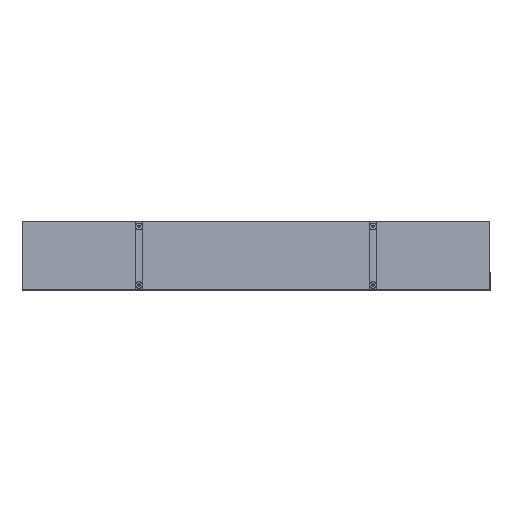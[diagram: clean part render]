
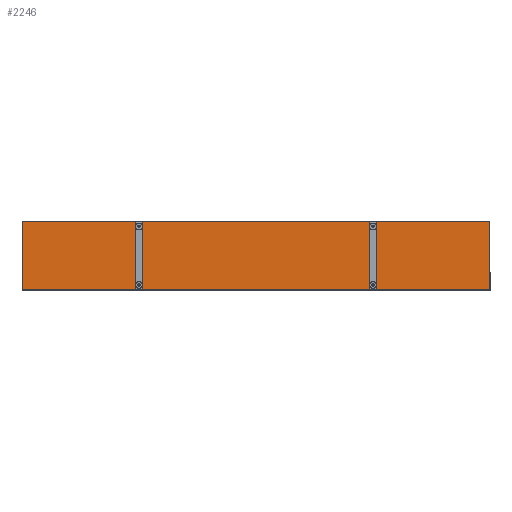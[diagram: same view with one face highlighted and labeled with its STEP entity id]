
A CAD part, top view. The second image highlights one B-rep face of the part: STEP entity #2246.
In plain terms, the highlighted face is planar.
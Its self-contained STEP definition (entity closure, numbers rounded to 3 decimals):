
#588=FACE_BOUND('',#820,.T.);
#589=FACE_BOUND('',#821,.T.);
#590=FACE_BOUND('',#822,.T.);
#591=FACE_BOUND('',#823,.T.);
#627=PLANE('',#2680);
#698=FACE_OUTER_BOUND('',#819,.T.);
#819=EDGE_LOOP('',(#1827,#1828,#1829,#1830));
#820=EDGE_LOOP('',(#1831));
#821=EDGE_LOOP('',(#1832));
#822=EDGE_LOOP('',(#1833));
#823=EDGE_LOOP('',(#1834));
#971=LINE('',#3962,#1104);
#972=LINE('',#3964,#1105);
#973=LINE('',#3966,#1106);
#974=LINE('',#3967,#1107);
#1104=VECTOR('',#3127,10.);
#1105=VECTOR('',#3128,10.);
#1106=VECTOR('',#3129,10.);
#1107=VECTOR('',#3130,10.);
#1220=CIRCLE('',#2678,6.);
#1222=CIRCLE('',#2681,6.);
#1223=CIRCLE('',#2682,6.);
#1224=CIRCLE('',#2683,6.);
#1345=VERTEX_POINT('',#3954);
#1347=VERTEX_POINT('',#3960);
#1348=VERTEX_POINT('',#3961);
#1349=VERTEX_POINT('',#3963);
#1350=VERTEX_POINT('',#3965);
#1351=VERTEX_POINT('',#3968);
#1352=VERTEX_POINT('',#3970);
#1353=VERTEX_POINT('',#3972);
#1525=EDGE_CURVE('',#1345,#1345,#1220,.T.);
#1528=EDGE_CURVE('',#1347,#1348,#971,.T.);
#1529=EDGE_CURVE('',#1348,#1349,#972,.T.);
#1530=EDGE_CURVE('',#1349,#1350,#973,.T.);
#1531=EDGE_CURVE('',#1350,#1347,#974,.T.);
#1532=EDGE_CURVE('',#1351,#1351,#1222,.T.);
#1533=EDGE_CURVE('',#1352,#1352,#1223,.T.);
#1534=EDGE_CURVE('',#1353,#1353,#1224,.T.);
#1827=ORIENTED_EDGE('',*,*,#1528,.T.);
#1828=ORIENTED_EDGE('',*,*,#1529,.T.);
#1829=ORIENTED_EDGE('',*,*,#1530,.T.);
#1830=ORIENTED_EDGE('',*,*,#1531,.T.);
#1831=ORIENTED_EDGE('',*,*,#1532,.F.);
#1832=ORIENTED_EDGE('',*,*,#1533,.F.);
#1833=ORIENTED_EDGE('',*,*,#1534,.F.);
#1834=ORIENTED_EDGE('',*,*,#1525,.F.);
#2246=ADVANCED_FACE('',(#698,#588,#589,#590,#591),#627,.F.);
#2678=AXIS2_PLACEMENT_3D('',#3955,#3120,#3121);
#2680=AXIS2_PLACEMENT_3D('',#3959,#3125,#3126);
#2681=AXIS2_PLACEMENT_3D('',#3969,#3131,#3132);
#2682=AXIS2_PLACEMENT_3D('',#3971,#3133,#3134);
#2683=AXIS2_PLACEMENT_3D('',#3973,#3135,#3136);
#3120=DIRECTION('center_axis',(0.,0.,-1.));
#3121=DIRECTION('ref_axis',(1.,0.,0.));
#3125=DIRECTION('center_axis',(0.,0.,1.));
#3126=DIRECTION('ref_axis',(1.,0.,0.));
#3127=DIRECTION('',(1.,0.,0.));
#3128=DIRECTION('',(0.,-1.,0.));
#3129=DIRECTION('',(-1.,0.,0.));
#3130=DIRECTION('',(0.,1.,0.));
#3131=DIRECTION('center_axis',(0.,0.,-1.));
#3132=DIRECTION('ref_axis',(1.,0.,0.));
#3133=DIRECTION('center_axis',(0.,0.,-1.));
#3134=DIRECTION('ref_axis',(1.,0.,0.));
#3135=DIRECTION('center_axis',(0.,0.,-1.));
#3136=DIRECTION('ref_axis',(1.,0.,0.));
#3954=CARTESIAN_POINT('',(1778.908,311.307,0.));
#3955=CARTESIAN_POINT('Origin',(1784.908,311.307,0.));
#3959=CARTESIAN_POINT('Origin',(1184.908,161.307,0.));
#3960=CARTESIAN_POINT('',(-15.092,336.307,0.));
#3961=CARTESIAN_POINT('',(2384.908,336.307,0.));
#3962=CARTESIAN_POINT('',(-15.092,336.307,0.));
#3963=CARTESIAN_POINT('',(2384.908,-13.693,0.));
#3964=CARTESIAN_POINT('',(2384.908,336.307,0.));
#3965=CARTESIAN_POINT('',(-15.092,-13.693,0.));
#3966=CARTESIAN_POINT('',(2384.908,-13.693,0.));
#3967=CARTESIAN_POINT('',(-15.092,-13.693,0.));
#3968=CARTESIAN_POINT('',(578.908,311.307,0.));
#3969=CARTESIAN_POINT('Origin',(584.908,311.307,0.));
#3970=CARTESIAN_POINT('',(578.908,11.307,0.));
#3971=CARTESIAN_POINT('Origin',(584.908,11.307,0.));
#3972=CARTESIAN_POINT('',(1778.908,11.307,0.));
#3973=CARTESIAN_POINT('Origin',(1784.908,11.307,0.));
